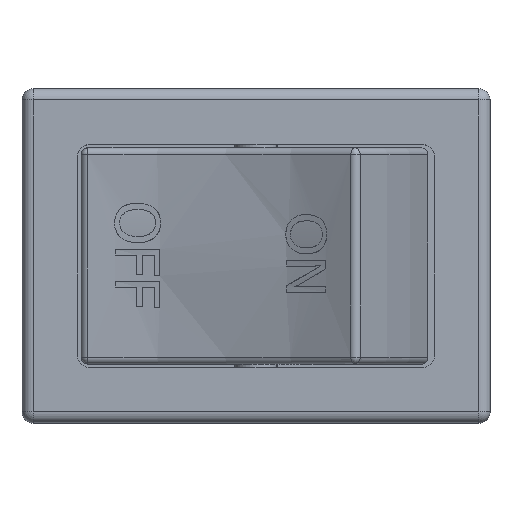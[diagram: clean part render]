
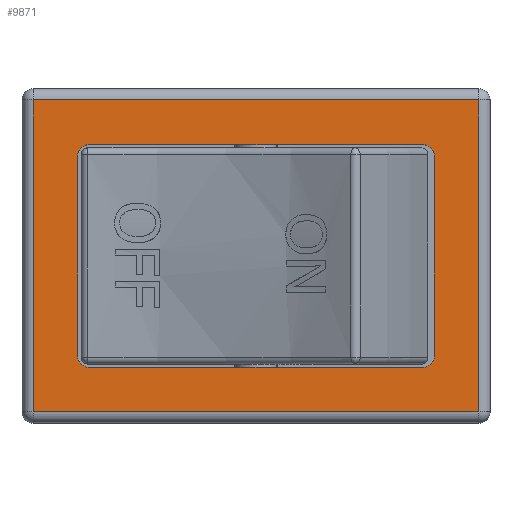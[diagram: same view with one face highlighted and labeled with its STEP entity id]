
A CAD part, top view. The second image highlights one B-rep face of the part: STEP entity #9871.
In plain terms, the highlighted planar face has unit normal (0, 0, 1).
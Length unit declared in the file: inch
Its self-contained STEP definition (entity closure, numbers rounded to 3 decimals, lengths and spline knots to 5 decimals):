
#65=FACE_BOUND('',#1368,.T.);
#104=CIRCLE('',#10159,0.01969);
#107=CIRCLE('',#10164,0.01969);
#109=CIRCLE('',#10168,0.01969);
#112=CIRCLE('',#10173,0.01969);
#829=FACE_OUTER_BOUND('',#1367,.T.);
#1367=EDGE_LOOP('',(#7612,#7613,#7614,#7615));
#1368=EDGE_LOOP('',(#7616,#7617,#7618,#7619,#7620,#7621,#7622,#7623));
#1733=LINE('',#13543,#2783);
#1737=LINE('',#13557,#2787);
#1741=LINE('',#13569,#2791);
#2276=LINE('',#15178,#3326);
#2277=LINE('',#15184,#3327);
#2279=LINE('',#15192,#3329);
#2281=LINE('',#15200,#3331);
#2283=LINE('',#15209,#3333);
#2783=VECTOR('',#10907,0.3937);
#2787=VECTOR('',#10921,0.3937);
#2791=VECTOR('',#10933,0.3937);
#3326=VECTOR('',#11874,0.3937);
#3327=VECTOR('',#11879,0.3937);
#3329=VECTOR('',#11887,0.3937);
#3331=VECTOR('',#11895,0.3937);
#3333=VECTOR('',#11907,0.3937);
#3844=VERTEX_POINT('',#13533);
#3845=VERTEX_POINT('',#13535);
#3847=VERTEX_POINT('',#13541);
#3850=VERTEX_POINT('',#13549);
#3852=VERTEX_POINT('',#13555);
#3854=VERTEX_POINT('',#13561);
#3856=VERTEX_POINT('',#13567);
#3859=VERTEX_POINT('',#13575);
#4243=VERTEX_POINT('',#15181);
#4244=VERTEX_POINT('',#15183);
#4247=VERTEX_POINT('',#15191);
#4250=VERTEX_POINT('',#15199);
#4799=EDGE_CURVE('',#3844,#3845,#104,.T.);
#4803=EDGE_CURVE('',#3844,#3847,#1733,.T.);
#4807=EDGE_CURVE('',#3850,#3847,#107,.T.);
#4810=EDGE_CURVE('',#3850,#3852,#1737,.T.);
#4813=EDGE_CURVE('',#3854,#3852,#109,.T.);
#4816=EDGE_CURVE('',#3854,#3856,#1741,.T.);
#4820=EDGE_CURVE('',#3859,#3856,#112,.T.);
#5412=EDGE_CURVE('',#3859,#3845,#2276,.T.);
#5414=EDGE_CURVE('',#4243,#4244,#2277,.T.);
#5418=EDGE_CURVE('',#4244,#4247,#2279,.T.);
#5422=EDGE_CURVE('',#4247,#4250,#2281,.T.);
#5427=EDGE_CURVE('',#4250,#4243,#2283,.T.);
#7612=ORIENTED_EDGE('',*,*,#5414,.F.);
#7613=ORIENTED_EDGE('',*,*,#5427,.F.);
#7614=ORIENTED_EDGE('',*,*,#5422,.F.);
#7615=ORIENTED_EDGE('',*,*,#5418,.F.);
#7616=ORIENTED_EDGE('',*,*,#4816,.T.);
#7617=ORIENTED_EDGE('',*,*,#4820,.F.);
#7618=ORIENTED_EDGE('',*,*,#5412,.T.);
#7619=ORIENTED_EDGE('',*,*,#4799,.F.);
#7620=ORIENTED_EDGE('',*,*,#4803,.T.);
#7621=ORIENTED_EDGE('',*,*,#4807,.F.);
#7622=ORIENTED_EDGE('',*,*,#4810,.T.);
#7623=ORIENTED_EDGE('',*,*,#4813,.F.);
#8917=PLANE('',#10397);
#9871=ADVANCED_FACE('',(#829,#65),#8917,.T.);
#10159=AXIS2_PLACEMENT_3D('',#13536,#10900,#10901);
#10164=AXIS2_PLACEMENT_3D('',#13551,#10915,#10916);
#10168=AXIS2_PLACEMENT_3D('',#13563,#10927,#10928);
#10173=AXIS2_PLACEMENT_3D('',#13577,#10941,#10942);
#10397=AXIS2_PLACEMENT_3D('',#15228,#11936,#11937);
#10900=DIRECTION('center_axis',(0.,0.,
1.));
#10901=DIRECTION('ref_axis',(0.707,-0.707,0.));
#10907=DIRECTION('',(-1.,0.,0.));
#10915=DIRECTION('center_axis',(0.,0.,
1.));
#10916=DIRECTION('ref_axis',(-0.707,-0.707,0.));
#10921=DIRECTION('',(0.,1.,0.));
#10927=DIRECTION('center_axis',(0.,0.,
1.));
#10928=DIRECTION('ref_axis',(-0.707,0.707,0.));
#10933=DIRECTION('',(1.,0.,0.));
#10941=DIRECTION('center_axis',(0.,0.,
1.));
#10942=DIRECTION('ref_axis',(0.707,0.707,0.));
#11874=DIRECTION('',(0.,-1.,0.));
#11879=DIRECTION('',(-1.,0.,0.));
#11887=DIRECTION('',(0.,1.,0.));
#11895=DIRECTION('',(1.,0.,0.));
#11907=DIRECTION('',(0.,-1.,0.));
#11936=DIRECTION('center_axis',(0.,0.,
1.));
#11937=DIRECTION('ref_axis',(1.,0.,0.));
#13533=CARTESIAN_POINT('',(0.29528,-0.19685,0.56299));
#13535=CARTESIAN_POINT('',(0.31496,-0.17717,0.56299));
#13536=CARTESIAN_POINT('Origin',(0.29528,-0.17717,0.56299));
#13541=CARTESIAN_POINT('',(-0.29528,-0.19685,0.56299));
#13543=CARTESIAN_POINT('',(-0.15748,-0.19685,0.56299));
#13549=CARTESIAN_POINT('',(-0.31496,-0.17717,0.56299));
#13551=CARTESIAN_POINT('Origin',(-0.29528,-0.17717,
0.56299));
#13555=CARTESIAN_POINT('',(-0.31496,0.17717,0.56299));
#13557=CARTESIAN_POINT('',(-0.31496,0.08858,0.56299));
#13561=CARTESIAN_POINT('',(-0.29528,0.19685,0.56299));
#13563=CARTESIAN_POINT('Origin',(-0.29528,0.17717,0.56299));
#13567=CARTESIAN_POINT('',(0.29528,0.19685,0.56299));
#13569=CARTESIAN_POINT('',(0.,0.19685,0.56299));
#13575=CARTESIAN_POINT('',(0.31496,0.17717,0.56299));
#13577=CARTESIAN_POINT('Origin',(0.29528,0.17717,0.56299));
#15178=CARTESIAN_POINT('',(0.31496,0.08858,0.56299));
#15181=CARTESIAN_POINT('',(0.3937,-0.27559,0.56299));
#15183=CARTESIAN_POINT('',(-0.3937,-0.27559,0.56299));
#15184=CARTESIAN_POINT('',(0.19685,-0.27559,0.56299));
#15191=CARTESIAN_POINT('',(-0.3937,0.27559,0.56299));
#15192=CARTESIAN_POINT('',(-0.3937,-0.1378,0.56299));
#15199=CARTESIAN_POINT('',(0.3937,0.27559,0.56299));
#15200=CARTESIAN_POINT('',(-0.19685,0.27559,0.56299));
#15209=CARTESIAN_POINT('',(0.3937,0.1378,0.56299));
#15228=CARTESIAN_POINT('Origin',(0.,0.,0.56299));
